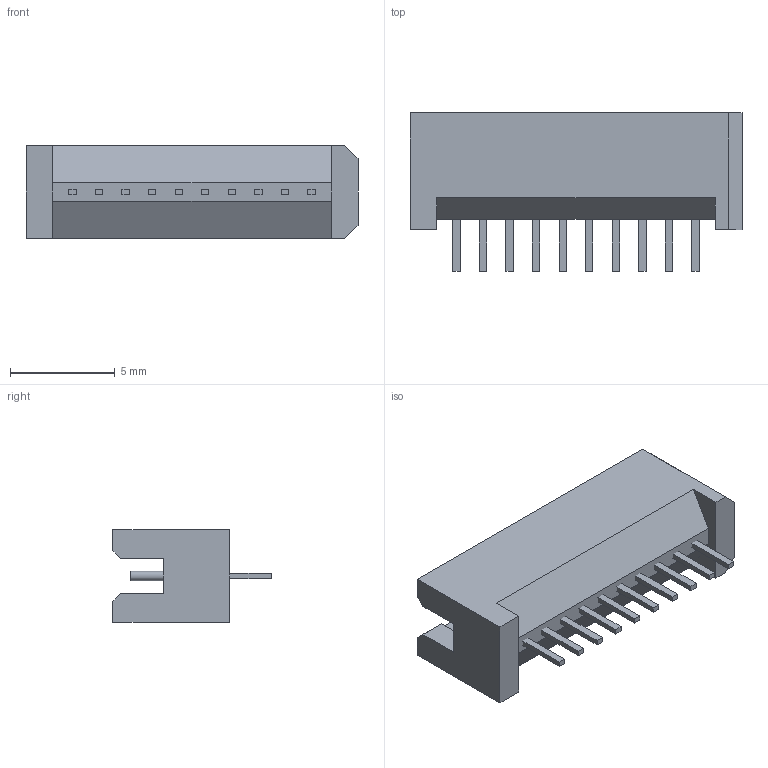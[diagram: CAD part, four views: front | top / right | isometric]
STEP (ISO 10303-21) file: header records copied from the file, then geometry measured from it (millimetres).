
FILE_DESCRIPTION(/* description */ ('STEP AP214'),/* implementation_level */ '2;1');
FILE_NAME(/* name */ 'TFM-110-01-S-S',/* time_stamp */ '2023-08-14T03:38:51+02:00',/* author */ ('License CC BY-ND 4.0'),/* organization */ ('CADENAS'),/* preprocessor_version */ 'ST-DEVELOPER v19.3',/* originating_system */ 'PARTsolutions',/* authorisation */ ' ');
FILE_SCHEMA (('AUTOMOTIVE_DESIGN {1 0 10303 214 3 1 1}'));
Length unit declared in the file: inch
Products named in the file (3): TFM-110-01-S-S; TFM-110-01-L-S_pins; TFM-110-01-L-S_terminal
Assembly tree (2 placements, depth 2):
  TFM-110-01-S-S
    TFM-110-01-L-S_pins
    TFM-110-01-L-S_terminal
Bounding box: 15.88 x 7.57 x 4.45 mm (x, y, z)
Volume: 216 mm3; surface area: 582.2 mm2
Topology: 2 solids, 2 shells, 114 faces, 273 edges, 183 vertices
Faces by surface type: plane 104, cylinder 10
Full cylindrical faces by diameter (mm): 0.457 x10
Entity records: 3199 total; most frequent: CARTESIAN_POINT 543, DIRECTION 507, ORIENTED_EDGE 506, EDGE_CURVE 253, LINE 233, VECTOR 233, VERTEX_POINT 173, EDGE_LOOP 144
